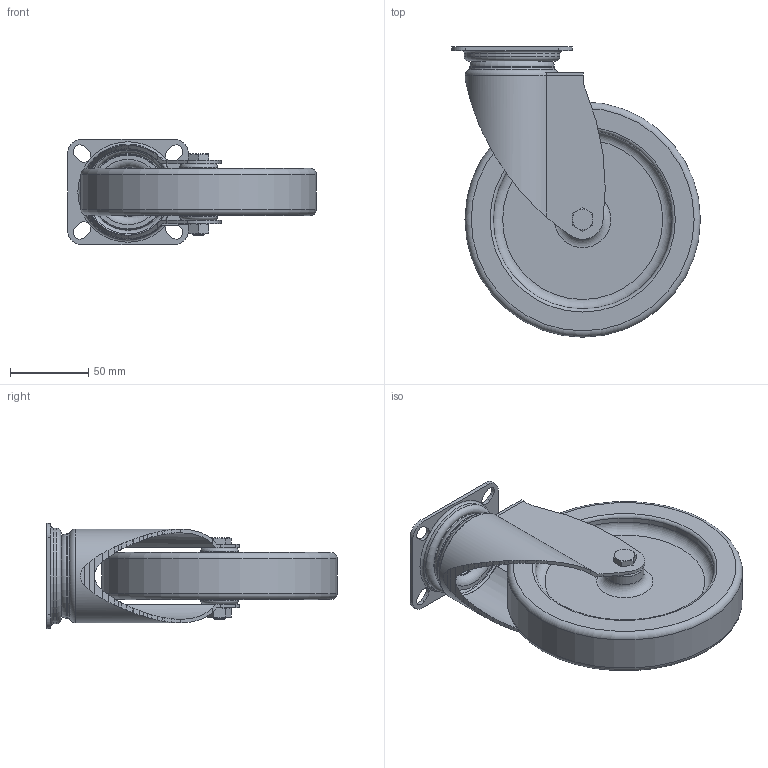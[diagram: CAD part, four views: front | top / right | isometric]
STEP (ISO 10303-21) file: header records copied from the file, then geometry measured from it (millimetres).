
FILE_DESCRIPTION(/* description */ ('STEP AP242','CAx-IF Rec.Pracs.---Representation and Presentation of Product Manufacturing Information (PMI)---4.0---2014-10-13','CAx-IF Rec.Pracs.---3D Tessellated Geometry---0.4---2014-09-14','2;1'),/* implementation_level */ '2;1');
FILE_NAME(/* name */ 'BOSSARD 9094614',/* time_stamp */ '2025-05-25T12:27:42+02:00',/* author */ ('License CC BY-ND 4.0'),/* organization */ ('CADENAS'),/* preprocessor_version */ 'ST-DEVELOPER v19.3',/* originating_system */ 'PARTsolutions',/* authorisation */ ' ');
FILE_SCHEMA (('AP242_MANAGED_MODEL_BASED_3D_ENGINEERING_MIM_LF { 1 0 10303 442 1 1 4 }'));
Length unit declared in the file: millimetre
Products named in the file (3): BOSSARD 9094614; 2470_xxx_150_P50_247x_150_cast; PJO_150_2xxx_wheel
Assembly tree (2 placements, depth 2):
  BOSSARD 9094614
    2470_xxx_150_P50_247x_150_cast
    PJO_150_2xxx_wheel
Bounding box: 158.5 x 185 x 67 mm (x, y, z)
Volume: 384587.8 mm3; surface area: 106528.1 mm2
Topology: 2 solids, 2 shells, 183 faces, 444 edges, 280 vertices
Faces by surface type: plane 90, cylinder 42, torus 30, cone 21
Full cylindrical faces by diameter (mm): 8 x2, 12 x1, 15 x1, 22 x1, 24 x2, 31.6 x1, 47.5 x1, 53.7 x1, 54 x1, 56 x1, 61 x1, 114 x2, 150 x1
Entity records: 5267 total; most frequent: CARTESIAN_POINT 1015, DIRECTION 922, ORIENTED_EDGE 784, EDGE_CURVE 392, AXIS2_PLACEMENT_3D 392, VERTEX_POINT 277, EDGE_LOOP 261, FACE_BOUND 261
